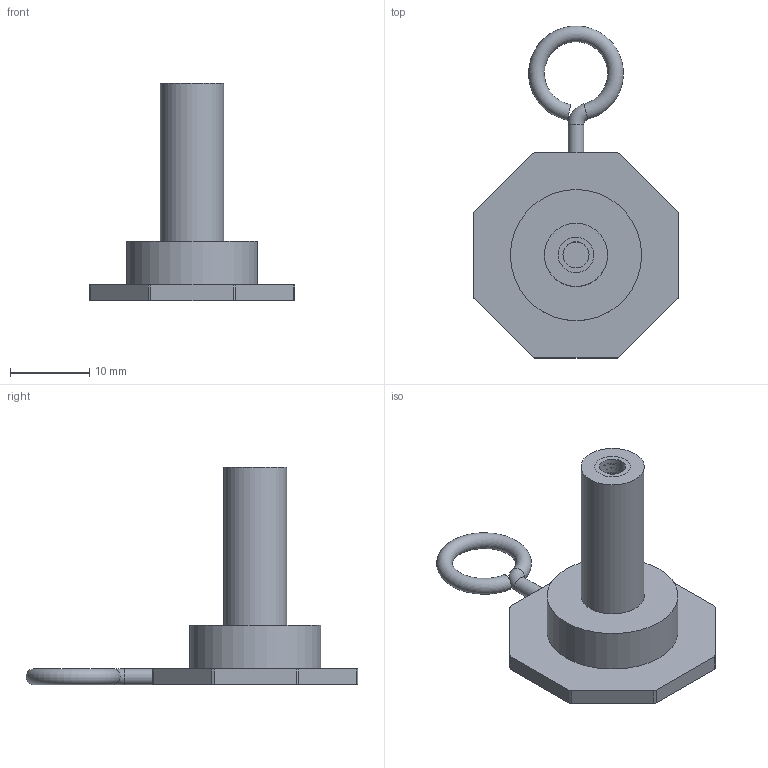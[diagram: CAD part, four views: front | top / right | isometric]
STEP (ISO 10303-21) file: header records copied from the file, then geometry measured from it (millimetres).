
FILE_DESCRIPTION (( 'STEP AP214' ), '1' );
FILE_NAME ('MSL_Top_101391(01)_B.step', '2023-03-15T09:09:40', ( '' ), ( '' ), 'SwSTEP 2.0', 'SolidWorks 2021', '' );
FILE_SCHEMA (( 'AUTOMOTIVE_DESIGN' ));
Length unit declared in the file: millimetre
Products named in the file (1): MSL_Top_101391(01)_B
Bounding box: 26 x 41.99 x 27.5 mm (x, y, z)
Volume: 6209.7 mm3; surface area: 5212.1 mm2
Topology: 2 solids, 2 shells, 108 faces, 266 edges, 176 vertices
Faces by surface type: cylinder 57, plane 37, cone 9, bspline 3, torus 2
Full cylindrical faces by diameter (mm): 2 x9, 3.3 x1, 3.5 x26, 8 x2, 16.594 x2
Entity records: 6142 total; most frequent: CARTESIAN_POINT 4379, DIRECTION 375, ORIENTED_EDGE 302, AXIS2_PLACEMENT_3D 154, EDGE_CURVE 151, EDGE_LOOP 122, VERTEX_POINT 113, FACE_OUTER_BOUND 99
